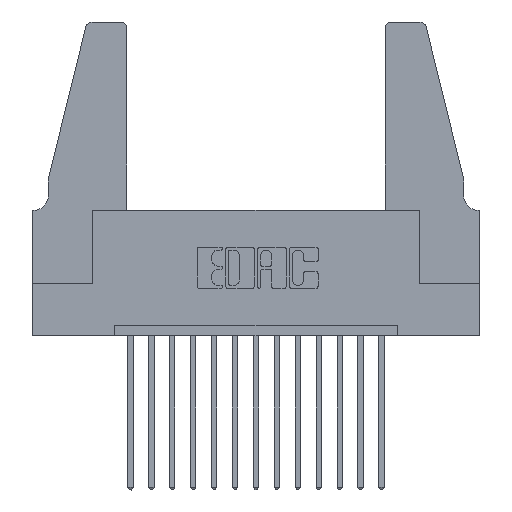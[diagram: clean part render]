
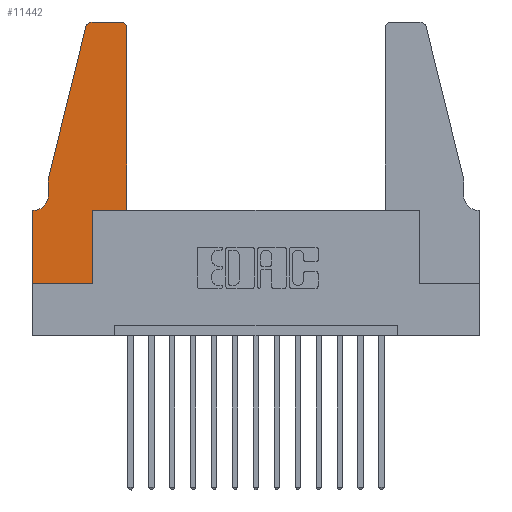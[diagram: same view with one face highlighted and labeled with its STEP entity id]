
A CAD part, top view. The second image highlights one B-rep face of the part: STEP entity #11442.
In plain terms, the highlighted planar face has unit normal (0, 0, 1).
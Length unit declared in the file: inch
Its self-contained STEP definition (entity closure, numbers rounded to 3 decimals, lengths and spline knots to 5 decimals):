
#77 = VECTOR ( 'NONE', #3220, 39.37008 ) ;
#223 = DIRECTION ( 'NONE',  ( 0., 0., -1. ) ) ;
#300 = CARTESIAN_POINT ( 'NONE',  ( 0., 0.35, 0.37 ) ) ;
#520 = CARTESIAN_POINT ( 'NONE',  ( 0.0055, 0.42, 0.37 ) ) ;
#852 = CIRCLE ( 'NONE', #1495, 0.03 ) ;
#1022 = CARTESIAN_POINT ( 'NONE',  ( 0., 0., 0.37 ) ) ;
#1071 = VECTOR ( 'NONE', #9451, 39.37008 ) ;
#1087 = LINE ( 'NONE', #3129, #5876 ) ;
#1113 = VERTEX_POINT ( 'NONE', #13823 ) ;
#1251 = LINE ( 'NONE', #2071, #1071 ) ;
#1383 = VERTEX_POINT ( 'NONE', #7652 ) ;
#1495 = AXIS2_PLACEMENT_3D ( 'NONE', #15025, #7732, #6805 ) ;
#1548 = CARTESIAN_POINT ( 'NONE',  ( 0.4205, 1.25, 0.37 ) ) ;
#1615 = LINE ( 'NONE', #2487, #9680 ) ;
#2071 = CARTESIAN_POINT ( 'NONE',  ( 0.4505, 0.35, 0.37 ) ) ;
#2269 = EDGE_CURVE ( 'NONE', #4271, #5727, #1251, .T. ) ;
#2483 = CARTESIAN_POINT ( 'NONE',  ( 0.0755, 0.5, 0.37 ) ) ;
#2487 = CARTESIAN_POINT ( 'NONE',  ( 0.0755, 0.35, 0.37 ) ) ;
#2892 = EDGE_CURVE ( 'NONE', #1383, #13500, #852, .T. ) ;
#3129 = CARTESIAN_POINT ( 'NONE',  ( 0.2865, 0.35, 0.37 ) ) ;
#3173 = ORIENTED_EDGE ( 'NONE', *, *, #2892, .T. ) ;
#3220 = DIRECTION ( 'NONE',  ( 1., 0., 0. ) ) ;
#3261 = VERTEX_POINT ( 'NONE', #6779 ) ;
#3372 = AXIS2_PLACEMENT_3D ( 'NONE', #300, #10813, #8068 ) ;
#3412 = EDGE_CURVE ( 'NONE', #12699, #7813, #13850, .T. ) ;
#3445 = PLANE ( 'NONE',  #3372 ) ;
#3476 = DIRECTION ( 'NONE',  ( 0., 0., 1. ) ) ;
#3861 = VECTOR ( 'NONE', #7377, 39.37008 ) ;
#4063 = CARTESIAN_POINT ( 'NONE',  ( 0.0755, 0.5, 0.37 ) ) ;
#4271 = VERTEX_POINT ( 'NONE', #14472 ) ;
#4417 = CARTESIAN_POINT ( 'NONE',  ( 0.4505, 0.35, 0.37 ) ) ;
#4522 = EDGE_CURVE ( 'NONE', #7999, #10164, #5757, .T. ) ;
#4527 = ORIENTED_EDGE ( 'NONE', *, *, #4522, .T. ) ;
#4765 = ORIENTED_EDGE ( 'NONE', *, *, #3412, .T. ) ;
#4860 = ORIENTED_EDGE ( 'NONE', *, *, #9088, .T. ) ;
#5351 = VERTEX_POINT ( 'NONE', #12001 ) ;
#5684 = ORIENTED_EDGE ( 'NONE', *, *, #13868, .T. ) ;
#5727 = VERTEX_POINT ( 'NONE', #4417 ) ;
#5757 = CIRCLE ( 'NONE', #11867, 0.03 ) ;
#5769 = ORIENTED_EDGE ( 'NONE', *, *, #12102, .T. ) ;
#5841 = FACE_OUTER_BOUND ( 'NONE', #7281, .T. ) ;
#5876 = VECTOR ( 'NONE', #15349, 39.37008 ) ;
#5919 = VECTOR ( 'NONE', #8534, 39.37008 ) ;
#6183 = CARTESIAN_POINT ( 'NONE',  ( 0.4505, 1.22, 0.37 ) ) ;
#6250 = ORIENTED_EDGE ( 'NONE', *, *, #13935, .T. ) ;
#6779 = CARTESIAN_POINT ( 'NONE',  ( 0.0755, 0.5, 0.37 ) ) ;
#6805 = DIRECTION ( 'NONE',  ( 1., 0., 0. ) ) ;
#7263 = DIRECTION ( 'NONE',  ( 1., 0., 0. ) ) ;
#7281 = EDGE_LOOP ( 'NONE', ( #15624, #3173, #14134, #14473, #5684, #5769, #6250, #4765, #4860, #9796, #15305, #4527 ) ) ;
#7377 = DIRECTION ( 'NONE',  ( 0., -1., 0. ) ) ;
#7461 = LINE ( 'NONE', #2483, #5919 ) ;
#7635 = VECTOR ( 'NONE', #7870, 39.37008 ) ;
#7652 = CARTESIAN_POINT ( 'NONE',  ( 0.284, 1.25, 0.37 ) ) ;
#7732 = DIRECTION ( 'NONE',  ( 0., 0., 1. ) ) ;
#7813 = VERTEX_POINT ( 'NONE', #13678 ) ;
#7870 = DIRECTION ( 'NONE',  ( 0., 1., 0. ) ) ;
#7999 = VERTEX_POINT ( 'NONE', #6183 ) ;
#8068 = DIRECTION ( 'NONE',  ( 1., 0., 0. ) ) ;
#8094 = EDGE_CURVE ( 'NONE', #13500, #3261, #7461, .T. ) ;
#8098 = EDGE_CURVE ( 'NONE', #5727, #7999, #8792, .T. ) ;
#8293 = CARTESIAN_POINT ( 'NONE',  ( 0.25487, 1.22718, 0.37 ) ) ;
#8303 = CARTESIAN_POINT ( 'NONE',  ( 0.4205, 1.22, 0.37 ) ) ;
#8534 = DIRECTION ( 'NONE',  ( -0.239, -0.971, 0. ) ) ;
#8691 = DIRECTION ( 'NONE',  ( -1., 0., 0. ) ) ;
#8792 = LINE ( 'NONE', #11038, #7635 ) ;
#8850 = DIRECTION ( 'NONE',  ( -1., 0., 0. ) ) ;
#8893 = EDGE_CURVE ( 'NONE', #3261, #5351, #15085, .T. ) ;
#9025 = CIRCLE ( 'NONE', #15549, 0.07 ) ;
#9088 = EDGE_CURVE ( 'NONE', #7813, #4271, #1087, .T. ) ;
#9451 = DIRECTION ( 'NONE',  ( 1., 0., 0. ) ) ;
#9680 = VECTOR ( 'NONE', #8691, 39.37008 ) ;
#9796 = ORIENTED_EDGE ( 'NONE', *, *, #2269, .T. ) ;
#10164 = VERTEX_POINT ( 'NONE', #1548 ) ;
#10753 = LINE ( 'NONE', #11014, #3861 ) ;
#10775 = EDGE_CURVE ( 'NONE', #10164, #1383, #15204, .T. ) ;
#10813 = DIRECTION ( 'NONE',  ( 0., 0., 1. ) ) ;
#11014 = CARTESIAN_POINT ( 'NONE',  ( 0., 0., 0.37 ) ) ;
#11038 = CARTESIAN_POINT ( 'NONE',  ( 0.4505, 0.35, 0.37 ) ) ;
#11050 = VERTEX_POINT ( 'NONE', #13233 ) ;
#11442 = ADVANCED_FACE ( 'NONE', ( #5841 ), #3445, .T. ) ;
#11867 = AXIS2_PLACEMENT_3D ( 'NONE', #8303, #3476, #7263 ) ;
#11987 = CARTESIAN_POINT ( 'NONE',  ( 0., 0., 0.37 ) ) ;
#12001 = CARTESIAN_POINT ( 'NONE',  ( 0.0755, 0.42, 0.37 ) ) ;
#12102 = EDGE_CURVE ( 'NONE', #1113, #11050, #1615, .T. ) ;
#12155 = DIRECTION ( 'NONE',  ( -1., 0., 0. ) ) ;
#12699 = VERTEX_POINT ( 'NONE', #1022 ) ;
#12951 = VECTOR ( 'NONE', #15088, 39.37008 ) ;
#13233 = CARTESIAN_POINT ( 'NONE',  ( 0., 0.35, 0.37 ) ) ;
#13500 = VERTEX_POINT ( 'NONE', #8293 ) ;
#13678 = CARTESIAN_POINT ( 'NONE',  ( 0.2865, 0., 0.37 ) ) ;
#13823 = CARTESIAN_POINT ( 'NONE',  ( 0.0055, 0.35, 0.37 ) ) ;
#13850 = LINE ( 'NONE', #11987, #77 ) ;
#13868 = EDGE_CURVE ( 'NONE', #5351, #1113, #9025, .T. ) ;
#13935 = EDGE_CURVE ( 'NONE', #11050, #12699, #10753, .T. ) ;
#14134 = ORIENTED_EDGE ( 'NONE', *, *, #8094, .T. ) ;
#14472 = CARTESIAN_POINT ( 'NONE',  ( 0.2865, 0.35, 0.37 ) ) ;
#14473 = ORIENTED_EDGE ( 'NONE', *, *, #8893, .T. ) ;
#14922 = CARTESIAN_POINT ( 'NONE',  ( 0.2605, 1.25, 0.37 ) ) ;
#15025 = CARTESIAN_POINT ( 'NONE',  ( 0.284, 1.22, 0.37 ) ) ;
#15085 = LINE ( 'NONE', #4063, #12951 ) ;
#15088 = DIRECTION ( 'NONE',  ( 0., -1., 0. ) ) ;
#15204 = LINE ( 'NONE', #14922, #15602 ) ;
#15305 = ORIENTED_EDGE ( 'NONE', *, *, #8098, .T. ) ;
#15349 = DIRECTION ( 'NONE',  ( 0., 1., 0. ) ) ;
#15549 = AXIS2_PLACEMENT_3D ( 'NONE', #520, #223, #12155 ) ;
#15602 = VECTOR ( 'NONE', #8850, 39.37008 ) ;
#15624 = ORIENTED_EDGE ( 'NONE', *, *, #10775, .T. ) ;
